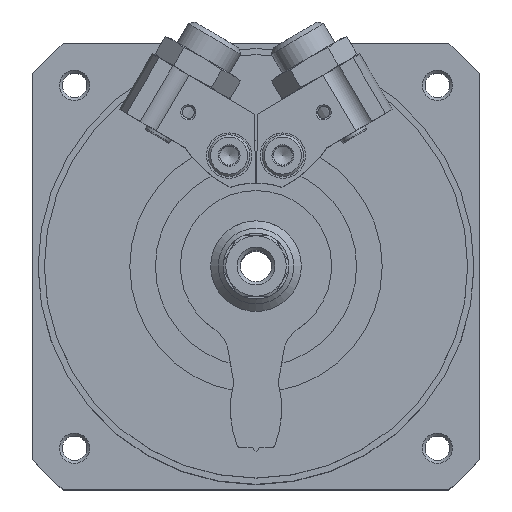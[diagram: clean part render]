
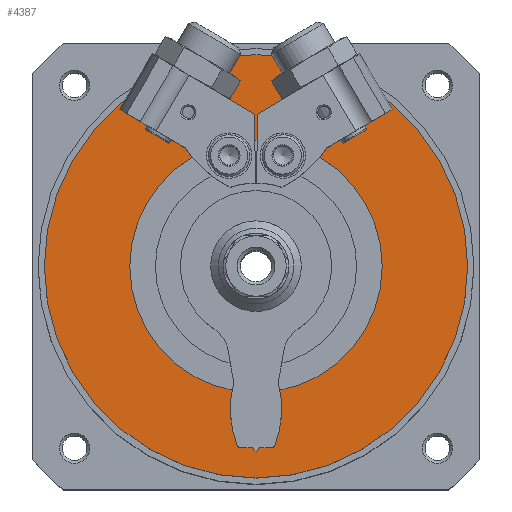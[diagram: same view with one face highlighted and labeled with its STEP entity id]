
A CAD part, top view. The second image highlights one B-rep face of the part: STEP entity #4387.
In plain terms, the highlighted face is planar.
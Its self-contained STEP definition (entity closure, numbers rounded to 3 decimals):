
#201=PLANE('',#4851);
#887=ORIENTED_EDGE('',*,*,#1967,.F.);
#888=ORIENTED_EDGE('',*,*,#1968,.T.);
#1967=EDGE_CURVE('',#2519,#2519,#2940,.T.);
#1968=EDGE_CURVE('',#2520,#2520,#2941,.T.);
#2519=VERTEX_POINT('',#7084);
#2520=VERTEX_POINT('',#7086);
#2940=CIRCLE('',#4852,28.);
#2941=CIRCLE('',#4853,16.7);
#3265=EDGE_LOOP('',(#887));
#3266=EDGE_LOOP('',(#888));
#3788=FACE_BOUND('',#3265,.T.);
#3789=FACE_BOUND('',#3266,.T.);
#4387=ADVANCED_FACE('',(#3788,#3789),#201,.F.);
#4851=AXIS2_PLACEMENT_3D('',#7082,#5579,#5580);
#4852=AXIS2_PLACEMENT_3D('',#7083,#5581,#5582);
#4853=AXIS2_PLACEMENT_3D('',#7085,#5583,#5584);
#5579=DIRECTION('',(1.,0.,0.));
#5580=DIRECTION('',(0.,0.,-1.));
#5581=DIRECTION('',(1.,0.,0.));
#5582=DIRECTION('',(0.,0.,-1.));
#5583=DIRECTION('',(1.,0.,0.));
#5584=DIRECTION('',(0.,0.,-1.));
#7082=CARTESIAN_POINT('',(-50.,0.,0.));
#7083=CARTESIAN_POINT('',(-50.,0.,0.));
#7084=CARTESIAN_POINT('',(-50.,0.,-28.));
#7085=CARTESIAN_POINT('',(-50.,0.,0.));
#7086=CARTESIAN_POINT('',(-50.,0.,-16.7));
